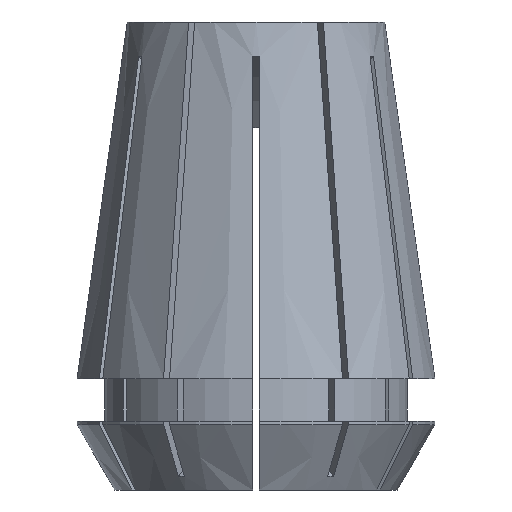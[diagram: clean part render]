
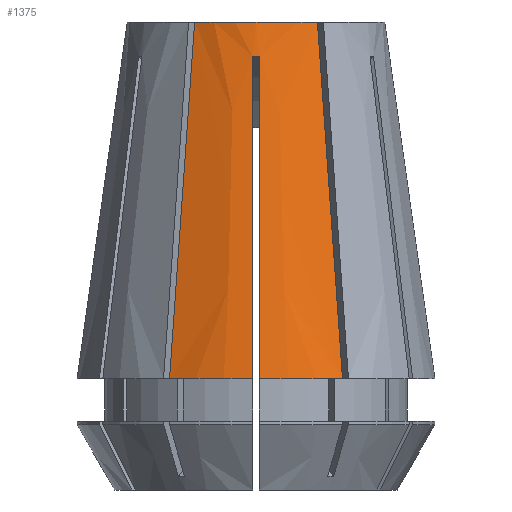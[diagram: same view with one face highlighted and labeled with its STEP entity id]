
A CAD part, front view. The second image highlights one B-rep face of the part: STEP entity #1375.
In plain terms, the highlighted conical face has half-angle 8 degrees and reference radius 13 mm.
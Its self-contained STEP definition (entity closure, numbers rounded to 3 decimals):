
#37 = B_SPLINE_CURVE_WITH_KNOTS ( 'NONE', 3,
 ( #3572, #1694, #1107, #3270, #1120, #2688, #239 ),
 .UNSPECIFIED., .F., .F.,
 ( 4, 3, 4 ),
 ( 0., 0.016, 0.026 ),
 .UNSPECIFIED. ) ;
#60 = CARTESIAN_POINT ( 'NONE',  ( -0.25, -12.998, -25.9 ) ) ;
#93 = CARTESIAN_POINT ( 'NONE',  ( 0.25, -9.709, -2.502 ) ) ;
#109 = CARTESIAN_POINT ( 'NONE',  ( -0.25, -12.998, -25.9 ) ) ;
#125 = AXIS2_PLACEMENT_3D ( 'NONE', #138, #2280, #3839 ) ;
#138 = CARTESIAN_POINT ( 'NONE',  ( 0., 0., 0. ) ) ;
#239 = CARTESIAN_POINT ( 'NONE',  ( 6.282, -11.382, -25.9 ) ) ;
#294 = AXIS2_PLACEMENT_3D ( 'NONE', #1021, #1341, #3801 ) ;
#398 = CARTESIAN_POINT ( 'NONE',  ( -4.462, -8.228, 0. ) ) ;
#409 = CARTESIAN_POINT ( 'NONE',  ( 0.25, -11.902, -18.101 ) ) ;
#468 = CARTESIAN_POINT ( 'NONE',  ( 0.25, -9.709, -2.502 ) ) ;
#537 = EDGE_LOOP ( 'NONE', ( #2761, #1095, #3086, #2953, #3848, #3772, #878, #1169 ) ) ;
#554 = CARTESIAN_POINT ( 'NONE',  ( 4.462, -8.228, 0. ) ) ;
#779 = VERTEX_POINT ( 'NONE', #93 ) ;
#878 = ORIENTED_EDGE ( 'NONE', *, *, #3540, .F. ) ;
#931 = VERTEX_POINT ( 'NONE', #1078 ) ;
#986 = CARTESIAN_POINT ( 'NONE',  ( -6.282, -11.382, -25.9 ) ) ;
#999 = VERTEX_POINT ( 'NONE', #554 ) ;
#1021 = CARTESIAN_POINT ( 'NONE',  ( 0., 0., -25.9 ) ) ;
#1025 = CARTESIAN_POINT ( 'NONE',  ( 0.25, -12.998, -25.9 ) ) ;
#1027 = CARTESIAN_POINT ( 'NONE',  ( -6.282, -11.382, -25.9 ) ) ;
#1055 = CARTESIAN_POINT ( 'NONE',  ( 0.25, -9.709, -2.502 ) ) ;
#1078 = CARTESIAN_POINT ( 'NONE',  ( -0.25, -9.709, -2.502 ) ) ;
#1095 = ORIENTED_EDGE ( 'NONE', *, *, #2432, .F. ) ;
#1107 = CARTESIAN_POINT ( 'NONE',  ( 5.225, -9.549, -10.849 ) ) ;
#1120 = CARTESIAN_POINT ( 'NONE',  ( 5.831, -10.6, -19.482 ) ) ;
#1131 = AXIS2_PLACEMENT_3D ( 'NONE', #2993, #1715, #1139 ) ;
#1139 = DIRECTION ( 'NONE',  ( 1., 0., 0. ) ) ;
#1169 = ORIENTED_EDGE ( 'NONE', *, *, #3968, .T. ) ;
#1288 = EDGE_CURVE ( 'NONE', #1813, #2408, #2897, .T. ) ;
#1341 = DIRECTION ( 'NONE',  ( 0., 0., 1. ) ) ;
#1344 = EDGE_CURVE ( 'NONE', #931, #779, #3903, .T. ) ;
#1365 = CARTESIAN_POINT ( 'NONE',  ( 0.083, -9.713, -2.499 ) ) ;
#1375 = ADVANCED_FACE ( 'NONE', ( #3634 ), #1775, .T. ) ;
#1614 = CARTESIAN_POINT ( 'NONE',  ( -6.057, -10.991, -22.691 ) ) ;
#1628 = CARTESIAN_POINT ( 'NONE',  ( -5.606, -10.21, -16.273 ) ) ;
#1694 = CARTESIAN_POINT ( 'NONE',  ( 4.843, -8.889, -5.424 ) ) ;
#1715 = DIRECTION ( 'NONE',  ( 0., 0., 1. ) ) ;
#1775 = CONICAL_SURFACE ( 'NONE', #2658, 13., 0.14 ) ;
#1813 = VERTEX_POINT ( 'NONE', #986 ) ;
#1909 = CARTESIAN_POINT ( 'NONE',  ( -0.25, -9.709, -2.502 ) ) ;
#1982 = CARTESIAN_POINT ( 'NONE',  ( -0.083, -9.713, -2.499 ) ) ;
#2205 = CIRCLE ( 'NONE', #125, 9.36 ) ;
#2213 = CARTESIAN_POINT ( 'NONE',  ( -0.25, -10.805, -10.301 ) ) ;
#2217 = CARTESIAN_POINT ( 'NONE',  ( -4.462, -8.228, 0. ) ) ;
#2280 = DIRECTION ( 'NONE',  ( 0., 0., 1. ) ) ;
#2298 = CARTESIAN_POINT ( 'NONE',  ( 0., 0., -25.9 ) ) ;
#2315 = CARTESIAN_POINT ( 'NONE',  ( -0.25, -9.709, -2.502 ) ) ;
#2346 = DIRECTION ( 'NONE',  ( 0., 0., -1. ) ) ;
#2361 = DIRECTION ( 'NONE',  ( -1., 0., 0. ) ) ;
#2388 = EDGE_CURVE ( 'NONE', #2902, #1813, #3258, .T. ) ;
#2408 = VERTEX_POINT ( 'NONE', #109 ) ;
#2432 = EDGE_CURVE ( 'NONE', #2902, #999, #2205, .T. ) ;
#2494 = B_SPLINE_CURVE_WITH_KNOTS ( 'NONE', 3,
 ( #1025, #409, #3193, #1055 ),
 .UNSPECIFIED., .F., .F.,
 ( 4, 4 ),
 ( 0.018, 0.042 ),
 .UNSPECIFIED. ) ;
#2538 = VERTEX_POINT ( 'NONE', #3482 ) ;
#2658 = AXIS2_PLACEMENT_3D ( 'NONE', #2298, #2346, #2361 ) ;
#2688 = CARTESIAN_POINT ( 'NONE',  ( 6.057, -10.991, -22.691 ) ) ;
#2692 = CARTESIAN_POINT ( 'NONE',  ( 0.25, -12.998, -25.9 ) ) ;
#2761 = ORIENTED_EDGE ( 'NONE', *, *, #3672, .F. ) ;
#2763 = B_SPLINE_CURVE_WITH_KNOTS ( 'NONE', 3,
 ( #60, #3771, #2213, #1909 ),
 .UNSPECIFIED., .F., .F.,
 ( 4, 4 ),
 ( 0.018, 0.042 ),
 .UNSPECIFIED. ) ;
#2897 = CIRCLE ( 'NONE', #294, 13. ) ;
#2902 = VERTEX_POINT ( 'NONE', #2217 ) ;
#2915 = CARTESIAN_POINT ( 'NONE',  ( -5.831, -10.6, -19.482 ) ) ;
#2953 = ORIENTED_EDGE ( 'NONE', *, *, #1288, .T. ) ;
#2993 = CARTESIAN_POINT ( 'NONE',  ( 0., 0., -25.9 ) ) ;
#3086 = ORIENTED_EDGE ( 'NONE', *, *, #2388, .T. ) ;
#3193 = CARTESIAN_POINT ( 'NONE',  ( 0.25, -10.805, -10.301 ) ) ;
#3258 = B_SPLINE_CURVE_WITH_KNOTS ( 'NONE', 3,
 ( #398, #3813, #3544, #1628, #2915, #1614, #1027 ),
 .UNSPECIFIED., .F., .F.,
 ( 4, 3, 4 ),
 ( 0., 0.016, 0.026 ),
 .UNSPECIFIED. ) ;
#3270 = CARTESIAN_POINT ( 'NONE',  ( 5.606, -10.21, -16.273 ) ) ;
#3482 = CARTESIAN_POINT ( 'NONE',  ( 6.282, -11.382, -25.9 ) ) ;
#3489 = EDGE_CURVE ( 'NONE', #2408, #931, #2763, .T. ) ;
#3540 = EDGE_CURVE ( 'NONE', #3941, #779, #2494, .T. ) ;
#3544 = CARTESIAN_POINT ( 'NONE',  ( -5.225, -9.549, -10.849 ) ) ;
#3572 = CARTESIAN_POINT ( 'NONE',  ( 4.462, -8.228, 0. ) ) ;
#3634 = FACE_OUTER_BOUND ( 'NONE', #537, .T. ) ;
#3672 = EDGE_CURVE ( 'NONE', #999, #2538, #37, .T. ) ;
#3771 = CARTESIAN_POINT ( 'NONE',  ( -0.25, -11.902, -18.101 ) ) ;
#3772 = ORIENTED_EDGE ( 'NONE', *, *, #1344, .T. ) ;
#3791 = CIRCLE ( 'NONE', #1131, 13. ) ;
#3801 = DIRECTION ( 'NONE',  ( 1., 0., 0. ) ) ;
#3813 = CARTESIAN_POINT ( 'NONE',  ( -4.843, -8.889, -5.424 ) ) ;
#3839 = DIRECTION ( 'NONE',  ( 1., 0., 0. ) ) ;
#3848 = ORIENTED_EDGE ( 'NONE', *, *, #3489, .T. ) ;
#3903 = B_SPLINE_CURVE_WITH_KNOTS ( 'NONE', 3,
 ( #2315, #1982, #1365, #468 ),
 .UNSPECIFIED., .F., .F.,
 ( 4, 4 ),
 ( 0., 0.001 ),
 .UNSPECIFIED. ) ;
#3941 = VERTEX_POINT ( 'NONE', #2692 ) ;
#3968 = EDGE_CURVE ( 'NONE', #3941, #2538, #3791, .T. ) ;
